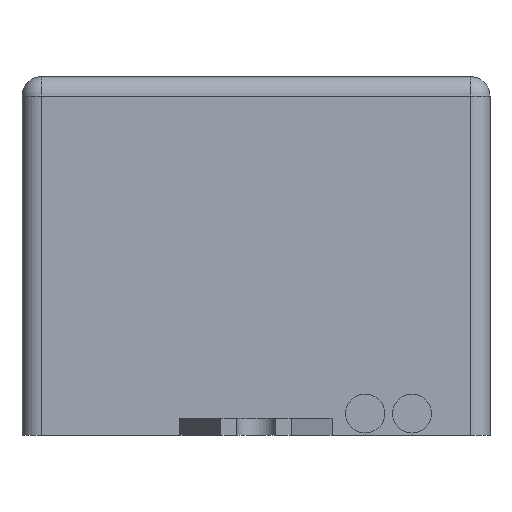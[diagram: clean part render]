
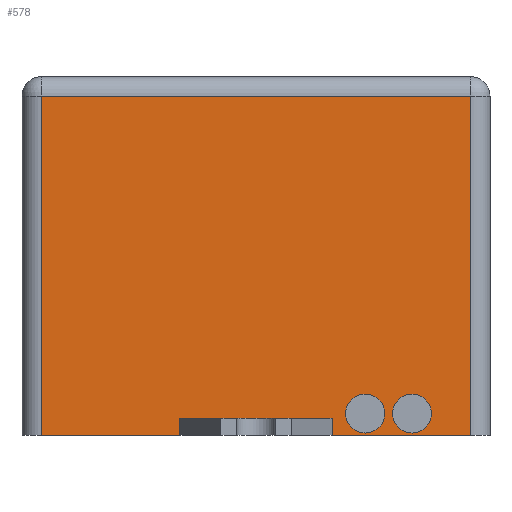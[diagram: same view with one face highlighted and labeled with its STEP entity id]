
A CAD part, left-side view. The second image highlights one B-rep face of the part: STEP entity #578.
In plain terms, the highlighted planar face has unit normal (-1, 0, 0).
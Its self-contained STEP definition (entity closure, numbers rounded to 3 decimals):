
#578 = ADVANCED_FACE( '', ( #1204, #1205, #1206 ), #1207, .F. );
#1204 = FACE_OUTER_BOUND( '', #1872, .T. );
#1205 = FACE_BOUND( '', #1873, .T. );
#1206 = FACE_BOUND( '', #1874, .T. );
#1207 = PLANE( '', #1875 );
#1872 = EDGE_LOOP( '', ( #4091, #4092, #4093, #4094, #4095, #4096, #4097, #4098 ) );
#1873 = EDGE_LOOP( '', ( #4099 ) );
#1874 = EDGE_LOOP( '', ( #4100 ) );
#1875 = AXIS2_PLACEMENT_3D( '', #4101, #4102, #4103 );
#4091 = ORIENTED_EDGE( '', *, *, #4858, .T. );
#4092 = ORIENTED_EDGE( '', *, *, #4553, .T. );
#4093 = ORIENTED_EDGE( '', *, *, #4762, .T. );
#4094 = ORIENTED_EDGE( '', *, *, #4898, .T. );
#4095 = ORIENTED_EDGE( '', *, *, #4861, .T. );
#4096 = ORIENTED_EDGE( '', *, *, #4779, .F. );
#4097 = ORIENTED_EDGE( '', *, *, #4374, .F. );
#4098 = ORIENTED_EDGE( '', *, *, #4820, .T. );
#4099 = ORIENTED_EDGE( '', *, *, #4579, .T. );
#4100 = ORIENTED_EDGE( '', *, *, #4344, .T. );
#4101 = CARTESIAN_POINT( '', ( -19., 15., 23. ) );
#4102 = DIRECTION( '', ( 1., 0., 0. ) );
#4103 = DIRECTION( '', ( 0., 0., -1. ) );
#4344 = EDGE_CURVE( '', #5057, #5057, #5058, .T. );
#4374 = EDGE_CURVE( '', #5109, #5111, #5112, .T. );
#4553 = EDGE_CURVE( '', #5416, #4990, #5419, .F. );
#4579 = EDGE_CURVE( '', #5457, #5457, #5458, .T. );
#4762 = EDGE_CURVE( '', #4990, #5708, #5710, .F. );
#4779 = EDGE_CURVE( '', #5111, #5725, #5729, .T. );
#4820 = EDGE_CURVE( '', #5109, #5774, #5776, .T. );
#4858 = EDGE_CURVE( '', #5774, #5416, #5820, .T. );
#4861 = EDGE_CURVE( '', #5823, #5725, #5824, .T. );
#4898 = EDGE_CURVE( '', #5708, #5823, #5867, .T. );
#4990 = VERTEX_POINT( '', #6005 );
#5057 = VERTEX_POINT( '', #6158 );
#5058 = CIRCLE( '', #6159, 1.25 );
#5109 = VERTEX_POINT( '', #6239 );
#5111 = VERTEX_POINT( '', #6242 );
#5112 = LINE( '', #6243, #6244 );
#5416 = VERTEX_POINT( '', #7532 );
#5419 = LINE( '', #7536, #7537 );
#5457 = VERTEX_POINT( '', #7636 );
#5458 = CIRCLE( '', #7637, 1.25 );
#5708 = VERTEX_POINT( '', #8276 );
#5710 = LINE( '', #8278, #8279 );
#5725 = VERTEX_POINT( '', #8358 );
#5729 = LINE( '', #8364, #8365 );
#5774 = VERTEX_POINT( '', #8444 );
#5776 = LINE( '', #8447, #8448 );
#5820 = LINE( '', #8552, #8553 );
#5823 = VERTEX_POINT( '', #8557 );
#5824 = LINE( '', #8558, #8559 );
#5867 = LINE( '', #8650, #8651 );
#6005 = CARTESIAN_POINT( '', ( -19., -13.75, 21.75 ) );
#6158 = CARTESIAN_POINT( '', ( -19., -8.25, 1.4 ) );
#6159 = AXIS2_PLACEMENT_3D( '', #8751, #8752, #8753 );
#6239 = CARTESIAN_POINT( '', ( -19., -4.875, 1.1 ) );
#6242 = CARTESIAN_POINT( '', ( -19., 4.875, 1.1 ) );
#6243 = CARTESIAN_POINT( '', ( -19., -4.875, 1.1 ) );
#6244 = VECTOR( '', #8773, 1000. );
#7532 = CARTESIAN_POINT( '', ( -19., -13.75, 0. ) );
#7536 = CARTESIAN_POINT( '', ( -19., -13.75, 23. ) );
#7537 = VECTOR( '', #8824, 1000. );
#7636 = CARTESIAN_POINT( '', ( -19., -11.25, 1.4 ) );
#7637 = AXIS2_PLACEMENT_3D( '', #8845, #8846, #8847 );
#8276 = CARTESIAN_POINT( '', ( -19., 13.75, 21.75 ) );
#8278 = CARTESIAN_POINT( '', ( -19., 15., 21.75 ) );
#8279 = VECTOR( '', #8945, 1000. );
#8358 = CARTESIAN_POINT( '', ( -19., 4.875, 0. ) );
#8364 = CARTESIAN_POINT( '', ( -19., 4.875, 1.1 ) );
#8365 = VECTOR( '', #8950, 1000. );
#8444 = CARTESIAN_POINT( '', ( -19., -4.875, 0. ) );
#8447 = CARTESIAN_POINT( '', ( -19., -4.875, 1.1 ) );
#8448 = VECTOR( '', #8969, 1000. );
#8552 = CARTESIAN_POINT( '', ( -19., 15., 0. ) );
#8553 = VECTOR( '', #8981, 1000. );
#8557 = CARTESIAN_POINT( '', ( -19., 13.75, 0. ) );
#8558 = CARTESIAN_POINT( '', ( -19., 15., 0. ) );
#8559 = VECTOR( '', #8986, 1000. );
#8650 = CARTESIAN_POINT( '', ( -19., 13.75, 23. ) );
#8651 = VECTOR( '', #9002, 1000. );
#8751 = CARTESIAN_POINT( '', ( -19., -7., 1.4 ) );
#8752 = DIRECTION( '', ( 1., 0., 0. ) );
#8753 = DIRECTION( '', ( 0., -1., 0. ) );
#8773 = DIRECTION( '', ( 0., 1., 0. ) );
#8824 = DIRECTION( '', ( 0., 0., -1. ) );
#8845 = CARTESIAN_POINT( '', ( -19., -10., 1.4 ) );
#8846 = DIRECTION( '', ( 1., 0., 0. ) );
#8847 = DIRECTION( '', ( 0., -1., 0. ) );
#8945 = DIRECTION( '', ( 0., -1., 0. ) );
#8950 = DIRECTION( '', ( 0., 0., -1. ) );
#8969 = DIRECTION( '', ( 0., 0., -1. ) );
#8981 = DIRECTION( '', ( 0., -1., 0. ) );
#8986 = DIRECTION( '', ( 0., -1., 0. ) );
#9002 = DIRECTION( '', ( 0., 0., -1. ) );
